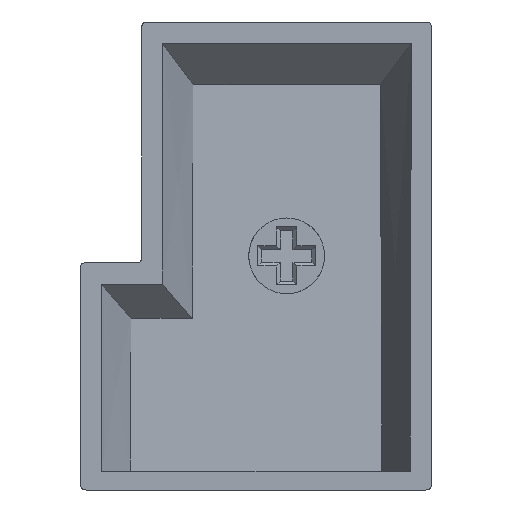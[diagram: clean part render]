
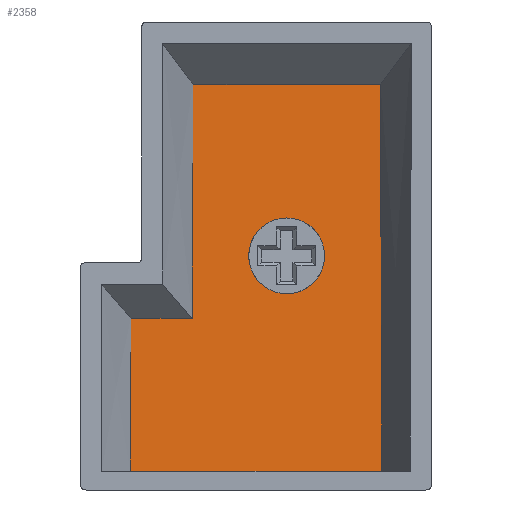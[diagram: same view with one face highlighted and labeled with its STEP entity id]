
A CAD part, front view. The second image highlights one B-rep face of the part: STEP entity #2358.
In plain terms, the highlighted planar face has unit normal (0, -0.998, 0.06).
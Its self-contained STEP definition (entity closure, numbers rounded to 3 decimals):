
#2325=EDGE_CURVE('',#2326,#2328,#2330,.F.);
#2326=VERTEX_POINT('',#2327);
#2327=CARTESIAN_POINT('',(19.017,4.588,-35.58));
#2328=VERTEX_POINT('',#2329);
#2329=CARTESIAN_POINT('',(-0.926,4.588,-35.58));
#2330=LINE('',#2331,#2332);
#2331=CARTESIAN_POINT('',(-4.86,4.588,-35.58));
#2332=VECTOR('',#2333,1.0);
#2333=DIRECTION('',(1.0,0.0,0.0));
#2358=ADVANCED_FACE('',(#2359,#2370),#2426,.F.);
#2359=FACE_BOUND('',#2360,.T.);
#2360=EDGE_LOOP('',(#2361));
#2361=ORIENTED_EDGE('',*,*,#2362,.T.);
#2362=EDGE_CURVE('',#2363,#2363,#2365,.F.);
#2363=VERTEX_POINT('',#2364);
#2364=CARTESIAN_POINT('',(11.475,5.439,-21.529));
#2365=ELLIPSE('',#2366,3.005,3.0);
#2366=AXIS2_PLACEMENT_3D('',#2367,#2368,#2369);
#2367=CARTESIAN_POINT('',(11.475,5.621,-18.529));
#2368=DIRECTION('',(0.0,-0.998,0.06));
#2369=DIRECTION('',(0.0,-0.06,-0.998));
#2370=FACE_BOUND('',#2371,.T.);
#2371=EDGE_LOOP('',(#2372,#2385,#2393,#2406,#2414,#2425));
#2372=ORIENTED_EDGE('',*,*,#2373,.T.);
#2373=EDGE_CURVE('',#2326,#2374,#2376,.F.);
#2374=VERTEX_POINT('',#2375);
#2375=CARTESIAN_POINT('',(18.904,6.443,-4.953));
#2376=B_SPLINE_CURVE_WITH_KNOTS('',3,(#2377,#2378,#2379,#2380,#2381,#2382,#2383,#2384),.UNSPECIFIED.,.F.,.U.,(4,2,2,4),(0.0,9.519,19.038,30.684),.UNSPECIFIED.);
#2377=CARTESIAN_POINT('',(18.904,6.443,-4.953));
#2378=CARTESIAN_POINT('',(18.914,6.251,-8.12));
#2379=CARTESIAN_POINT('',(18.924,6.06,-11.287));
#2380=CARTESIAN_POINT('',(18.945,5.676,-17.621));
#2381=CARTESIAN_POINT('',(18.956,5.484,-20.789));
#2382=CARTESIAN_POINT('',(18.983,5.057,-27.831));
#2383=CARTESIAN_POINT('',(18.999,4.823,-31.705));
#2384=CARTESIAN_POINT('',(19.017,4.588,-35.58));
#2385=ORIENTED_EDGE('',*,*,#2386,.T.);
#2386=EDGE_CURVE('',#2374,#2387,#2389,.T.);
#2387=VERTEX_POINT('',#2388);
#2388=CARTESIAN_POINT('',(4.046,6.443,-4.953));
#2389=LINE('',#2390,#2391);
#2390=CARTESIAN_POINT('',(-4.86,6.443,-4.953));
#2391=VECTOR('',#2392,1.0);
#2392=DIRECTION('',(-1.0,0.0,0.0));
#2393=ORIENTED_EDGE('',*,*,#2394,.T.);
#2394=EDGE_CURVE('',#2387,#2395,#2397,.T.);
#2395=VERTEX_POINT('',#2396);
#2396=CARTESIAN_POINT('',(3.989,5.322,-23.463));
#2397=B_SPLINE_CURVE_WITH_KNOTS('',3,(#2398,#2399,#2400,#2401,#2402,#2403,#2404,#2405),.UNSPECIFIED.,.F.,.U.,(4,2,2,4),(0.0,4.762,9.523,18.545),.UNSPECIFIED.);
#2398=CARTESIAN_POINT('',(4.046,6.443,-4.953));
#2399=CARTESIAN_POINT('',(4.042,6.347,-6.537));
#2400=CARTESIAN_POINT('',(4.037,6.251,-8.121));
#2401=CARTESIAN_POINT('',(4.028,6.059,-11.29));
#2402=CARTESIAN_POINT('',(4.023,5.963,-12.874));
#2403=CARTESIAN_POINT('',(4.009,5.686,-17.46));
#2404=CARTESIAN_POINT('',(3.999,5.504,-20.462));
#2405=CARTESIAN_POINT('',(3.989,5.322,-23.463));
#2406=ORIENTED_EDGE('',*,*,#2407,.T.);
#2407=EDGE_CURVE('',#2395,#2408,#2410,.T.);
#2408=VERTEX_POINT('',#2409);
#2409=CARTESIAN_POINT('',(-0.872,5.322,-23.463));
#2410=LINE('',#2411,#2412);
#2411=CARTESIAN_POINT('',(-4.86,5.322,-23.463));
#2412=VECTOR('',#2413,1.0);
#2413=DIRECTION('',(-1.0,0.0,0.0));
#2414=ORIENTED_EDGE('',*,*,#2415,.T.);
#2415=EDGE_CURVE('',#2408,#2328,#2416,.F.);
#2416=B_SPLINE_CURVE_WITH_KNOTS('',3,(#2417,#2418,#2419,#2420,#2421,#2422,#2423,#2424),.UNSPECIFIED.,.F.,.U.,(4,2,2,4),(0.0,4.171,8.155,12.139),.UNSPECIFIED.);
#2417=CARTESIAN_POINT('',(-0.926,4.588,-35.58));
#2418=CARTESIAN_POINT('',(-0.92,4.672,-34.192));
#2419=CARTESIAN_POINT('',(-0.913,4.756,-32.805));
#2420=CARTESIAN_POINT('',(-0.901,4.921,-30.091));
#2421=CARTESIAN_POINT('',(-0.895,5.001,-28.766));
#2422=CARTESIAN_POINT('',(-0.883,5.161,-26.115));
#2423=CARTESIAN_POINT('',(-0.878,5.242,-24.789));
#2424=CARTESIAN_POINT('',(-0.872,5.322,-23.463));
#2425=ORIENTED_EDGE('',*,*,#2325,.F.);
#2426=PLANE('',#2427);
#2427=AXIS2_PLACEMENT_3D('',#2428,#2429,#2430);
#2428=CARTESIAN_POINT('',(-4.86,6.719,-0.407));
#2429=DIRECTION('',(0.0,0.998,-0.06));
#2430=DIRECTION('',(0.0,0.06,0.998));
